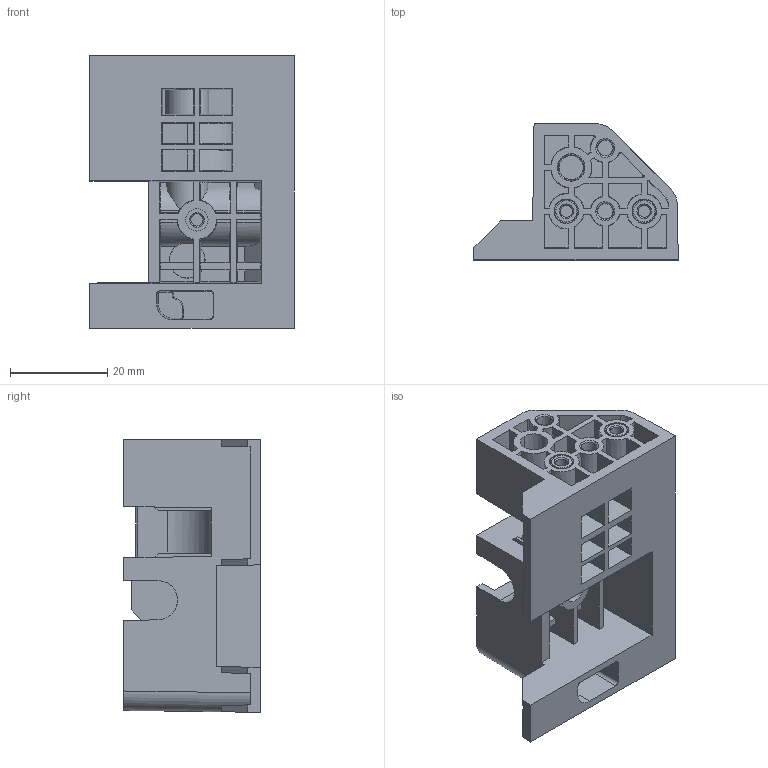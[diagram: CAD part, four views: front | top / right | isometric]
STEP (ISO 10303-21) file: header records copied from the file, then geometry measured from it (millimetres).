
FILE_DESCRIPTION (( 'STEP AP214' ), '1' );
FILE_NAME ('右前惰轮固定件.STEP', '2025-12-01T08:18:50', ( 'Windows 用户' ), ( '' ), 'SwSTEP 2.0', 'SolidWorks 2016', '' );
FILE_SCHEMA (( 'AUTOMOTIVE_DESIGN' ));
Length unit declared in the file: millimetre
Products named in the file (1): 衵ヶ嗉謫嘐隅璃
Bounding box: 42.03 x 28 x 56.03 mm (x, y, z)
Volume: 19265 mm3; surface area: 20972.4 mm2
Topology: 6 solids, 6 shells, 1539 faces, 4403 edges, 2925 vertices
Faces by surface type: cylinder 1136, plane 315, cone 75, bspline 13
Entity records: 51856 total; most frequent: CARTESIAN_POINT 9709, DIRECTION 9599, ORIENTED_EDGE 8806, EDGE_CURVE 4403, AXIS2_PLACEMENT_3D 3851, VERTEX_POINT 2925, CIRCLE 2324, VECTOR 1897
